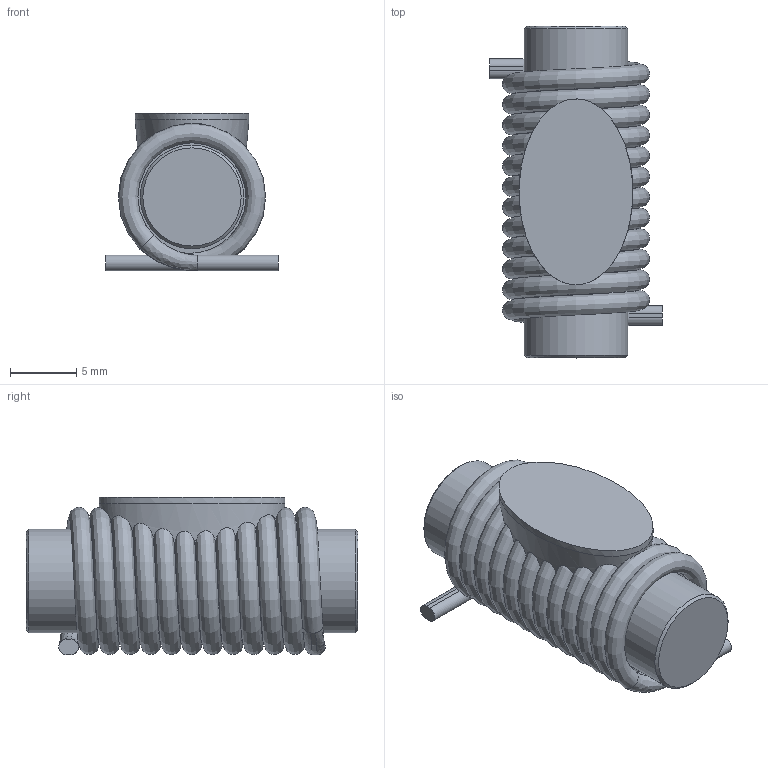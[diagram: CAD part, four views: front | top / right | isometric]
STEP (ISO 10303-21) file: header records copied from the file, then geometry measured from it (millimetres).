
FILE_DESCRIPTION(/* description */ (''),/* implementation_level */ '2;1');
FILE_NAME(/* name */ '7847232045',/* time_stamp */ '2018-09-11T14:28:24+02:00',/* author */ ('WJ'),/* organization */ ('WÃ¼rth Elektronik eiSos GmbH & Co. KG'),/* preprocessor_version */ 'ST-DEVELOPER v16.7',/* originating_system */ 'DEX',/* authorisation */ $);
FILE_SCHEMA (('AUTOMOTIVE_DESIGN {1 0 10303 214 3 1 1}'));
Length unit declared in the file: millimetre
Products named in the file (4): 7847232045; core; coil; glue
Assembly tree (3 placements, depth 2):
  7847232045
    core
    coil
    glue
Bounding box: 13 x 25 x 11.85 mm (x, y, z)
Volume: 2118.3 mm3; surface area: 3891.5 mm2
Topology: 3 solids, 3 shells, 42 faces, 159 edges, 107 vertices
Faces by surface type: cylinder 16, bspline 13, plane 11, cone 2
Full cylindrical faces by diameter (mm): 7.8 x2
Entity records: 7148 total; most frequent: CARTESIAN_POINT 5873, ORIENTED_EDGE 282, EDGE_CURVE 141, DIRECTION 128, VERTEX_POINT 105, B_SPLINE_CURVE_WITH_KNOTS 82, EDGE_LOOP 58, FACE_BOUND 58
